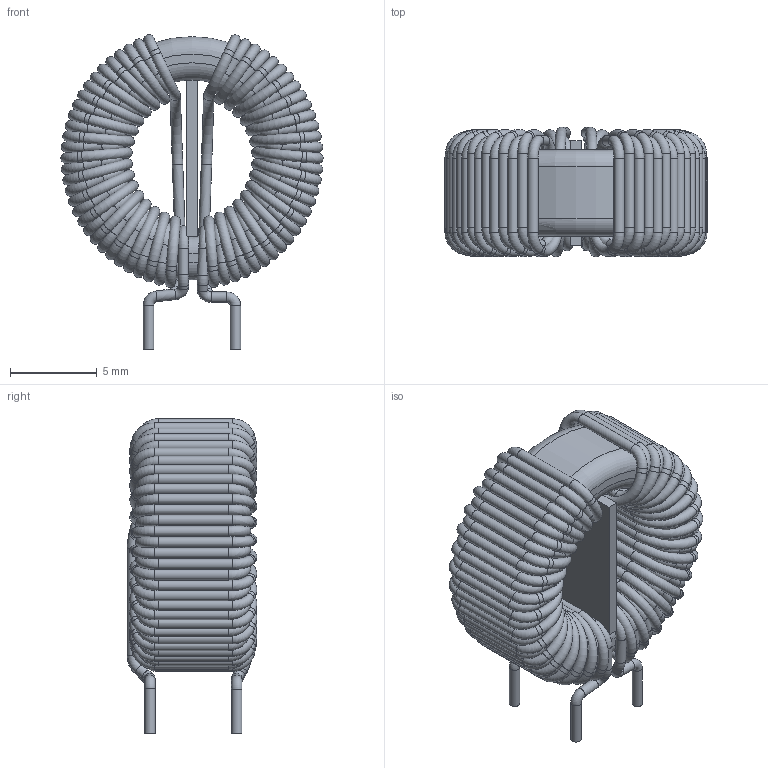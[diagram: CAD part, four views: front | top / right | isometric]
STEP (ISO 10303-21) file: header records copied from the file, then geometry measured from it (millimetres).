
FILE_DESCRIPTION(('STEP AP214'), '1');
FILE_NAME('F_Tor_14x9x5_4a', '', ('UNSPECIFIED'), ('UNSPECIFIED'), 'ASCON STEP Converter 1.6', 'ASCON Math Kernel', '');
FILE_SCHEMA(('AUTOMOTIVE_DESIGN { 1 0 10303 214 3 1 1}'));
Length unit declared in the file: millimetre
Bounding box: 15.1 x 7.46 x 18.11 mm (x, y, z)
Volume: 764.3 mm3; surface area: 2470.9 mm2
Topology: 1 solids, 1 shells, 645 faces, 2283 edges, 1526 vertices
Faces by surface type: cylinder 362, torus 268, plane 15
Full cylindrical faces by diameter (mm): 0.6 x265
Entity records: 33804 total; most frequent: CARTESIAN_POINT 12287, DIRECTION 3499, ORIENTED_EDGE 2396, AXIS2_PLACEMENT_3D 1644, EDGE_LOOP 1274, EDGE_CURVE 1198, FACE_OUTER_BOUND 1060, CIRCLE 998
